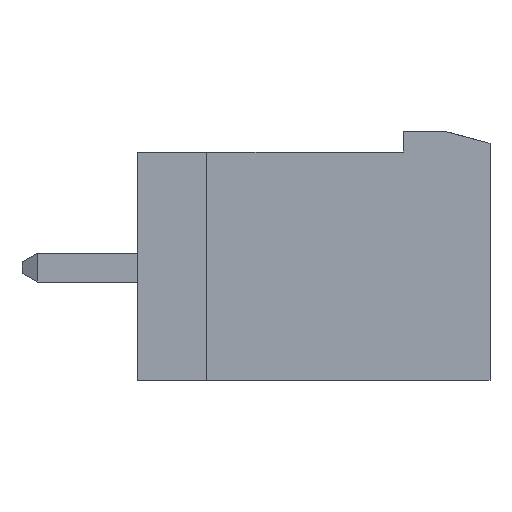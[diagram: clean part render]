
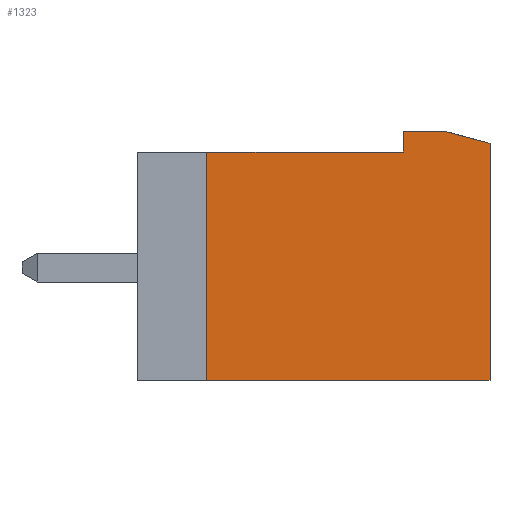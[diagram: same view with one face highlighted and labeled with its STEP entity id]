
A CAD part, front view. The second image highlights one B-rep face of the part: STEP entity #1323.
In plain terms, the highlighted planar face has unit normal (0, -1, 0).
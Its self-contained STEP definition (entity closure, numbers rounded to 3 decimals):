
#1323 = ADVANCED_FACE( '', ( #3033 ), #3034, .F. );
#3033 = FACE_OUTER_BOUND( '', #5151, .T. );
#3034 = PLANE( '', #5152 );
#5151 = EDGE_LOOP( '', ( #9049, #9050, #9051, #9052, #9053, #9054, #9055 ) );
#5152 = AXIS2_PLACEMENT_3D( '', #9056, #9057, #9058 );
#9049 = ORIENTED_EDGE( '', *, *, #13807, .T. );
#9050 = ORIENTED_EDGE( '', *, *, #12863, .T. );
#9051 = ORIENTED_EDGE( '', *, *, #13808, .T. );
#9052 = ORIENTED_EDGE( '', *, *, #13809, .T. );
#9053 = ORIENTED_EDGE( '', *, *, #12574, .T. );
#9054 = ORIENTED_EDGE( '', *, *, #13589, .T. );
#9055 = ORIENTED_EDGE( '', *, *, #12697, .T. );
#9056 = CARTESIAN_POINT( '', ( 0., -97.52, 360.7 ) );
#9057 = DIRECTION( '', ( 0., 1., 0. ) );
#9058 = DIRECTION( '', ( -1., 0., 0. ) );
#12574 = EDGE_CURVE( '', #15107, #15105, #15108, .T. );
#12697 = EDGE_CURVE( '', #15321, #15319, #15322, .T. );
#12863 = EDGE_CURVE( '', #15617, #15615, #15618, .T. );
#13589 = EDGE_CURVE( '', #15105, #15321, #16724, .T. );
#13807 = EDGE_CURVE( '', #15319, #15617, #17030, .T. );
#13808 = EDGE_CURVE( '', #15615, #17031, #17032, .T. );
#13809 = EDGE_CURVE( '', #17031, #15107, #17033, .T. );
#15105 = VERTEX_POINT( '', #18696 );
#15107 = VERTEX_POINT( '', #18699 );
#15108 = LINE( '', #18700, #18701 );
#15319 = VERTEX_POINT( '', #19017 );
#15321 = VERTEX_POINT( '', #19020 );
#15322 = LINE( '', #19021, #19022 );
#15615 = VERTEX_POINT( '', #19454 );
#15617 = VERTEX_POINT( '', #19457 );
#15618 = LINE( '', #19458, #19459 );
#16724 = LINE( '', #21114, #21115 );
#17030 = LINE( '', #21590, #21591 );
#17031 = VERTEX_POINT( '', #21592 );
#17032 = LINE( '', #21593, #21594 );
#17033 = LINE( '', #21595, #21596 );
#18696 = CARTESIAN_POINT( '', ( 3., -97.52, 360.3 ) );
#18699 = CARTESIAN_POINT( '', ( 3., -97.52, 352.1 ) );
#18700 = CARTESIAN_POINT( '', ( 3., -97.52, 360.3 ) );
#18701 = VECTOR( '', #23399, 1000. );
#19017 = CARTESIAN_POINT( '', ( 0., -97.52, 360.7 ) );
#19020 = CARTESIAN_POINT( '', ( 1.507, -97.52, 360.7 ) );
#19021 = CARTESIAN_POINT( '', ( 0., -97.52, 360.7 ) );
#19022 = VECTOR( '', #23500, 1000. );
#19454 = CARTESIAN_POINT( '', ( -6.8, -97.52, 360. ) );
#19457 = CARTESIAN_POINT( '', ( 0., -97.52, 360. ) );
#19458 = CARTESIAN_POINT( '', ( -6.8, -97.52, 360. ) );
#19459 = VECTOR( '', #23650, 1000. );
#21114 = CARTESIAN_POINT( '', ( 1.507, -97.52, 360.7 ) );
#21115 = VECTOR( '', #24242, 1000. );
#21590 = CARTESIAN_POINT( '', ( 0., -97.52, 360.2 ) );
#21591 = VECTOR( '', #24412, 1000. );
#21592 = CARTESIAN_POINT( '', ( -6.8, -97.52, 352.1 ) );
#21593 = CARTESIAN_POINT( '', ( -6.8, -97.52, 352.1 ) );
#21594 = VECTOR( '', #24413, 1000. );
#21595 = CARTESIAN_POINT( '', ( 3., -97.52, 352.1 ) );
#21596 = VECTOR( '', #24414, 1000. );
#23399 = DIRECTION( '', ( 0., 0., 1. ) );
#23500 = DIRECTION( '', ( -1., 0., 0. ) );
#23650 = DIRECTION( '', ( -1., 0., 0. ) );
#24242 = DIRECTION( '', ( -0.966, 0., 0.259 ) );
#24412 = DIRECTION( '', ( 0., 0., -1. ) );
#24413 = DIRECTION( '', ( 0., 0., -1. ) );
#24414 = DIRECTION( '', ( 1., 0., 0. ) );
